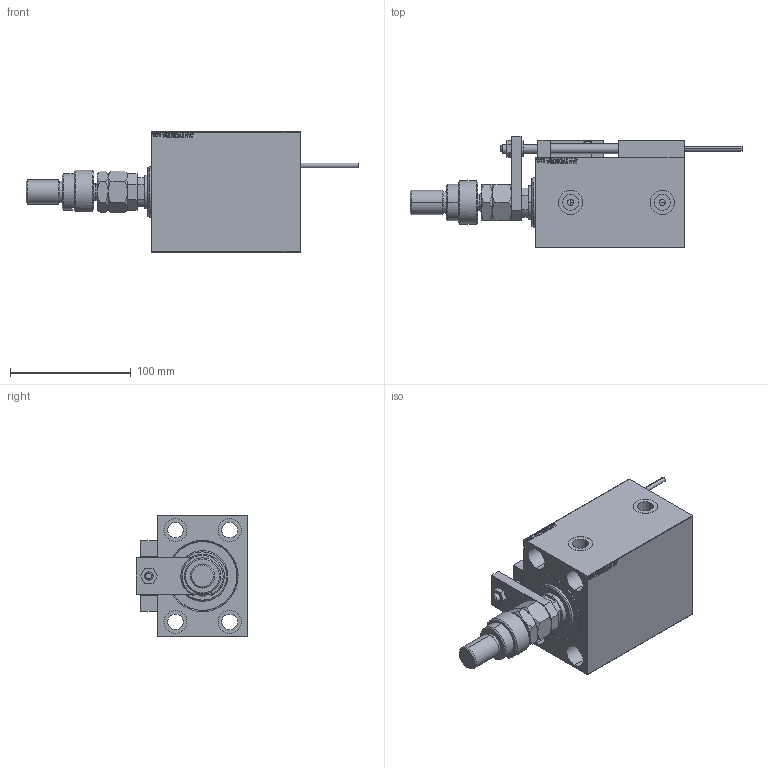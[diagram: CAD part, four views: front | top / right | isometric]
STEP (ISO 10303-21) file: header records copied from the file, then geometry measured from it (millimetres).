
FILE_DESCRIPTION (( 'STEP AP203' ), '1' );
FILE_NAME ('097e.STEP', '2022-04-17T07:19:40', ( '' ), ( '' ), 'SwSTEP 2.0', 'SolidWorks 2019', '' );
FILE_SCHEMA (( 'CONFIG_CONTROL_DESIGN' ));
Length unit declared in the file: millimetre
Products named in the file (18): ALLEN BOLT D5 8506942d27e689a041efe09b0563616d; SWITCH_X_FRONT_BACK 8506942d27e689a041efe09b0563616d; SWITCH DIM B,W 8506942d27e689a041efe09b0563616d; SWITCH X 8506942d27e689a041efe09b0563616d; Block 8506942d27e689a041efe09b0563616d; ZARAZKA 8506942d27e689a041efe09b0563616d; FEMALE_PART_FOR_DFA 8506942d27e689a041efe09b0563616d; V450CM_C_Body 8506942d27e689a041efe09b0563616d; 097e; TYC_L79 8506942d27e689a041efe09b0563616d; KONCOVKA 8506942d27e689a041efe09b0563616d; X_Y_DFA 8506942d27e689a041efe09b0563616d; NUT_D12 8506942d27e689a041efe09b0563616d; MAGNET 8506942d27e689a041efe09b0563616d; V450CM_VC_B 8506942d27e689a041efe09b0563616d; ALLEN BOLT D8 8506942d27e689a041efe09b0563616d; MFA 8506942d27e689a041efe09b0563616d; V450CM_C_VCP 8506942d27e689a041efe09b0563616d
Assembly tree (27 placements, depth 3):
  097e
    V450CM_C_Body 8506942d27e689a041efe09b0563616d
    SWITCH X 8506942d27e689a041efe09b0563616d
      SWITCH_X_FRONT_BACK 8506942d27e689a041efe09b0563616d  x2
      TYC_L79 8506942d27e689a041efe09b0563616d
      Block 8506942d27e689a041efe09b0563616d  x2
      ALLEN BOLT D5 8506942d27e689a041efe09b0563616d  x4
      ALLEN BOLT D8 8506942d27e689a041efe09b0563616d  x4
      MAGNET 8506942d27e689a041efe09b0563616d  x2
      KONCOVKA 8506942d27e689a041efe09b0563616d  x2
    NUT_D12 8506942d27e689a041efe09b0563616d
    SWITCH DIM B,W 8506942d27e689a041efe09b0563616d
    ZARAZKA 8506942d27e689a041efe09b0563616d
    V450CM_C_VCP 8506942d27e689a041efe09b0563616d
    V450CM_VC_B 8506942d27e689a041efe09b0563616d
    X_Y_DFA 8506942d27e689a041efe09b0563616d
      FEMALE_PART_FOR_DFA 8506942d27e689a041efe09b0563616d
      MFA 8506942d27e689a041efe09b0563616d
Bounding box: 275 x 92.5 x 100 mm (x, y, z)
Volume: 873066.1 mm3; surface area: 169603 mm2
Topology: 25 solids, 25 shells, 1387 faces, 3302 edges, 2099 vertices
Faces by surface type: plane 594, bspline 380, cylinder 215, cone 146, torus 48, sphere 4
Entity records: 53864 total; most frequent: CARTESIAN_POINT 27003, ORIENTED_EDGE 5624, DIRECTION 3942, EDGE_CURVE 2812, VERTEX_POINT 1823, VECTOR 1562, LINE 1562, EDGE_LOOP 1307
